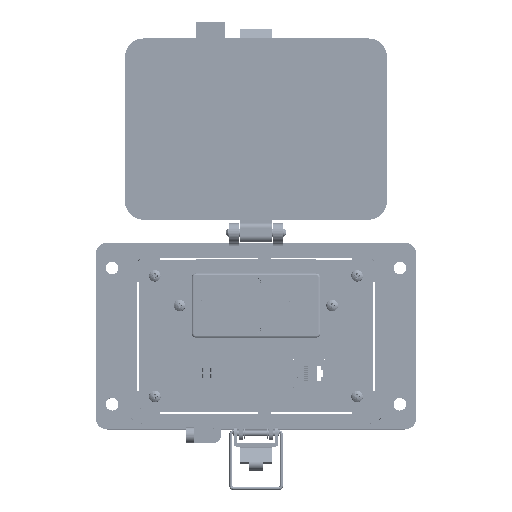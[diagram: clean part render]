
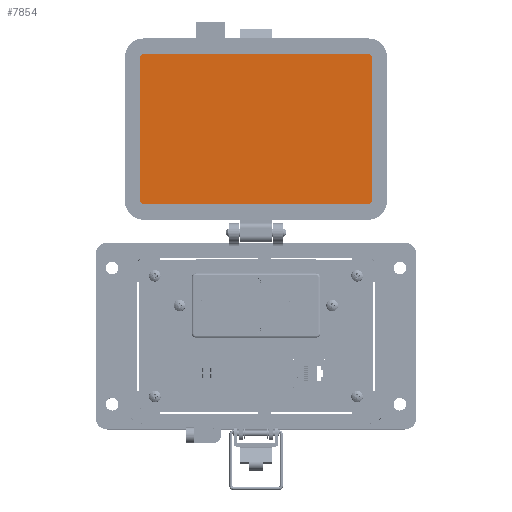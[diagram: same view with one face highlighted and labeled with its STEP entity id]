
A CAD part, top view. The second image highlights one B-rep face of the part: STEP entity #7854.
In plain terms, the highlighted planar face has unit normal (0, 0, 1).
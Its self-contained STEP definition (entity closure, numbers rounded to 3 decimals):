
#1729 = VERTEX_POINT ( 'NONE', #32308 ) ;
#7854 = ADVANCED_FACE ( 'NONE', ( #145993 ), #166608, .T. ) ;
#10579 = LINE ( 'NONE', #28848, #158551 ) ;
#14510 = ORIENTED_EDGE ( 'NONE', *, *, #165912, .F. ) ;
#18094 = DIRECTION ( 'NONE',  ( 0., -1., 0. ) ) ;
#21738 = DIRECTION ( 'NONE',  ( 0., -1., 0. ) ) ;
#22391 = EDGE_CURVE ( 'NONE', #187994, #60826, #158208, .T. ) ;
#26288 = VERTEX_POINT ( 'NONE', #51566 ) ;
#28848 = CARTESIAN_POINT ( 'NONE',  ( -59.505, 143.334, 8.694 ) ) ;
#30360 = DIRECTION ( 'NONE',  ( 0., -1., 0. ) ) ;
#32308 = CARTESIAN_POINT ( 'NONE',  ( -59.505, 69.55, 8.694 ) ) ;
#32591 = DIRECTION ( 'NONE',  ( 0., -1., 0. ) ) ;
#34442 = ORIENTED_EDGE ( 'NONE', *, *, #22391, .F. ) ;
#34878 = VERTEX_POINT ( 'NONE', #90107 ) ;
#39935 = CARTESIAN_POINT ( 'NONE',  ( 57.717, 69.55, 8.694 ) ) ;
#40859 = VECTOR ( 'NONE', #21738, 1000. ) ;
#41819 = EDGE_LOOP ( 'NONE', ( #34442, #14510, #204388, #136907, #90722, #188694, #149282, #237055 ) ) ;
#51566 = CARTESIAN_POINT ( 'NONE',  ( 59.502, 143.334, 8.694 ) ) ;
#53400 = DIRECTION ( 'NONE',  ( 0., 0., -1. ) ) ;
#54622 = CARTESIAN_POINT ( 'NONE',  ( -57.72, 143.334, 8.694 ) ) ;
#60826 = VERTEX_POINT ( 'NONE', #77484 ) ;
#62305 = CARTESIAN_POINT ( 'NONE',  ( -59.505, 143.334, 8.694 ) ) ;
#64535 = CIRCLE ( 'NONE', #212083, 1.785 ) ;
#65491 = DIRECTION ( 'NONE',  ( 0., 0., -1. ) ) ;
#68826 = AXIS2_PLACEMENT_3D ( 'NONE', #54622, #128746, #18094 ) ;
#71842 = CARTESIAN_POINT ( 'NONE',  ( -30.745, 145.119, 8.694 ) ) ;
#73025 = DIRECTION ( 'NONE',  ( 0., 0., 1. ) ) ;
#75440 = AXIS2_PLACEMENT_3D ( 'NONE', #71842, #73025, #76628 ) ;
#76628 = DIRECTION ( 'NONE',  ( 0., -1., 0. ) ) ;
#77484 = CARTESIAN_POINT ( 'NONE',  ( -57.72, 145.119, 8.694 ) ) ;
#77624 = DIRECTION ( 'NONE',  ( 0., -1., 0. ) ) ;
#85665 = CIRCLE ( 'NONE', #120503, 1.785 ) ;
#87783 = AXIS2_PLACEMENT_3D ( 'NONE', #182308, #89878, #30360 ) ;
#89294 = VECTOR ( 'NONE', #216143, 1000. ) ;
#89878 = DIRECTION ( 'NONE',  ( 0., 0., -1. ) ) ;
#90107 = CARTESIAN_POINT ( 'NONE',  ( 59.502, 69.55, 8.694 ) ) ;
#90722 = ORIENTED_EDGE ( 'NONE', *, *, #104023, .F. ) ;
#103852 = EDGE_CURVE ( 'NONE', #205617, #1729, #169353, .T. ) ;
#104023 = EDGE_CURVE ( 'NONE', #34878, #237089, #64535, .T. ) ;
#120503 = AXIS2_PLACEMENT_3D ( 'NONE', #218649, #65491, #32591 ) ;
#124350 = VERTEX_POINT ( 'NONE', #211744 ) ;
#128746 = DIRECTION ( 'NONE',  ( 0., 0., -1. ) ) ;
#133897 = EDGE_CURVE ( 'NONE', #26288, #34878, #188389, .T. ) ;
#136907 = ORIENTED_EDGE ( 'NONE', *, *, #237219, .F. ) ;
#143135 = CARTESIAN_POINT ( 'NONE',  ( -57.72, 67.765, 8.694 ) ) ;
#145993 = FACE_OUTER_BOUND ( 'NONE', #41819, .T. ) ;
#146723 = CARTESIAN_POINT ( 'NONE',  ( 57.717, 67.765, 8.694 ) ) ;
#149282 = ORIENTED_EDGE ( 'NONE', *, *, #170320, .F. ) ;
#158208 = CIRCLE ( 'NONE', #68826, 1.785 ) ;
#158551 = VECTOR ( 'NONE', #197867, 1000. ) ;
#164054 = CARTESIAN_POINT ( 'NONE',  ( 57.717, 145.119, 8.694 ) ) ;
#164816 = CARTESIAN_POINT ( 'NONE',  ( -57.72, 67.765, 8.694 ) ) ;
#165912 = EDGE_CURVE ( 'NONE', #1729, #187994, #10579, .T. ) ;
#166608 = PLANE ( 'NONE',  #75440 ) ;
#169353 = CIRCLE ( 'NONE', #87783, 1.785 ) ;
#170320 = EDGE_CURVE ( 'NONE', #124350, #26288, #85665, .T. ) ;
#181122 = LINE ( 'NONE', #164054, #228749 ) ;
#182308 = CARTESIAN_POINT ( 'NONE',  ( -57.72, 69.55, 8.694 ) ) ;
#187994 = VERTEX_POINT ( 'NONE', #62305 ) ;
#188389 = LINE ( 'NONE', #206620, #40859 ) ;
#188694 = ORIENTED_EDGE ( 'NONE', *, *, #133897, .F. ) ;
#197867 = DIRECTION ( 'NONE',  ( 0., 1., 0. ) ) ;
#204388 = ORIENTED_EDGE ( 'NONE', *, *, #103852, .F. ) ;
#205617 = VERTEX_POINT ( 'NONE', #164816 ) ;
#206620 = CARTESIAN_POINT ( 'NONE',  ( 59.502, 69.55, 8.694 ) ) ;
#211744 = CARTESIAN_POINT ( 'NONE',  ( 57.717, 145.119, 8.694 ) ) ;
#212083 = AXIS2_PLACEMENT_3D ( 'NONE', #39935, #53400, #77624 ) ;
#216143 = DIRECTION ( 'NONE',  ( -1., 0., 0. ) ) ;
#217956 = EDGE_CURVE ( 'NONE', #60826, #124350, #181122, .T. ) ;
#218649 = CARTESIAN_POINT ( 'NONE',  ( 57.717, 143.334, 8.694 ) ) ;
#219737 = LINE ( 'NONE', #143135, #89294 ) ;
#228749 = VECTOR ( 'NONE', #238172, 1000. ) ;
#237055 = ORIENTED_EDGE ( 'NONE', *, *, #217956, .F. ) ;
#237089 = VERTEX_POINT ( 'NONE', #146723 ) ;
#237219 = EDGE_CURVE ( 'NONE', #237089, #205617, #219737, .T. ) ;
#238172 = DIRECTION ( 'NONE',  ( 1., 0., 0. ) ) ;
